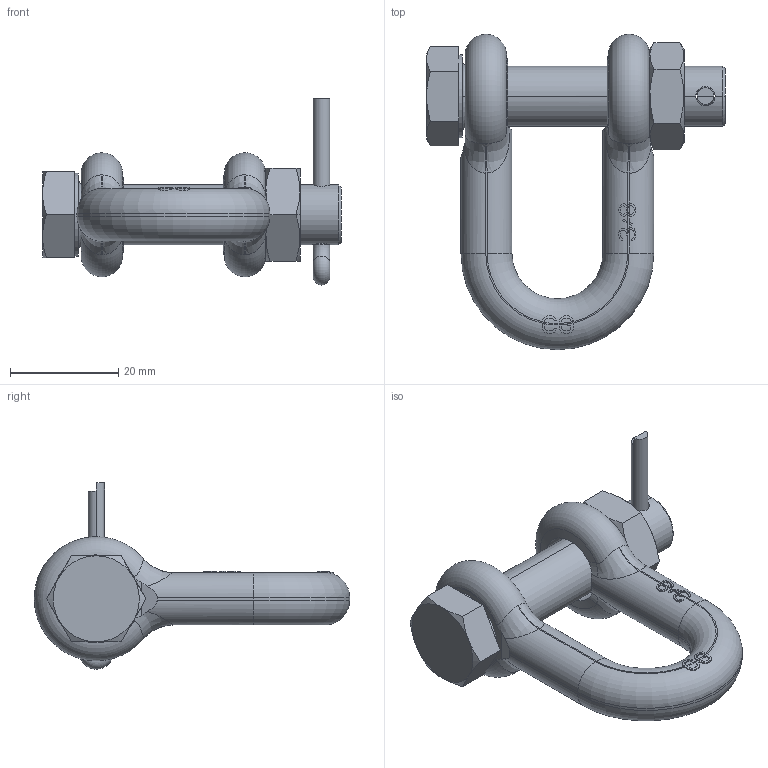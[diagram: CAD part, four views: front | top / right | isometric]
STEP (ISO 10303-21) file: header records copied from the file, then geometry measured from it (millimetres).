
FILE_DESCRIPTION((''),'2;1');
FILE_NAME('CROSBY_2150_038','2003-11-18T',('adoughty'),('The Crosby Group, Inc.'),'PRO/ENGINEER BY PARAMETRIC TECHNOLOGY CORPORATION, 2001150','PRO/ENGINEER BY PARAMETRIC TECHNOLOGY CORPORATION, 2001150','');
FILE_SCHEMA(('CONFIG_CONTROL_DESIGN'));
Length unit declared in the file: inch
Products named in the file (1): CROSBY_2150_038
Bounding box: 55.12 x 58.17 x 34.32 mm (x, y, z)
Volume: 16539.1 mm3; surface area: 8494.1 mm2
Topology: 3 solids, 3 shells, 344 faces, 962 edges, 624 vertices
Faces by surface type: plane 257, cylinder 35, bspline 20, torus 16, cone 16
Entity records: 12676 total; most frequent: CARTESIAN_POINT 4698, ORIENTED_EDGE 1924, DIRECTION 1267, EDGE_CURVE 962, VERTEX_POINT 624, B_SPLINE_CURVE_WITH_KNOTS 467, AXIS2_PLACEMENT_3D 448, VECTOR 371
